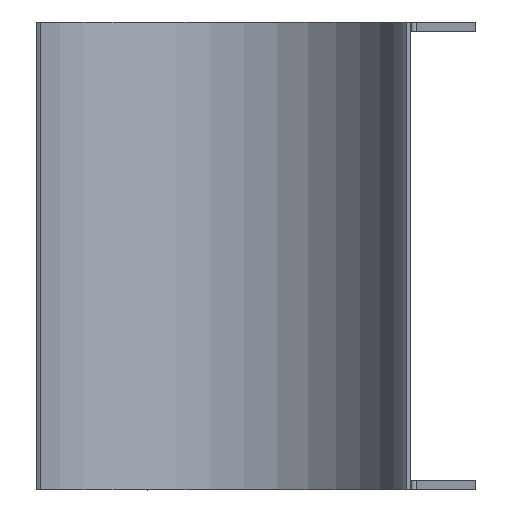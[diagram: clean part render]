
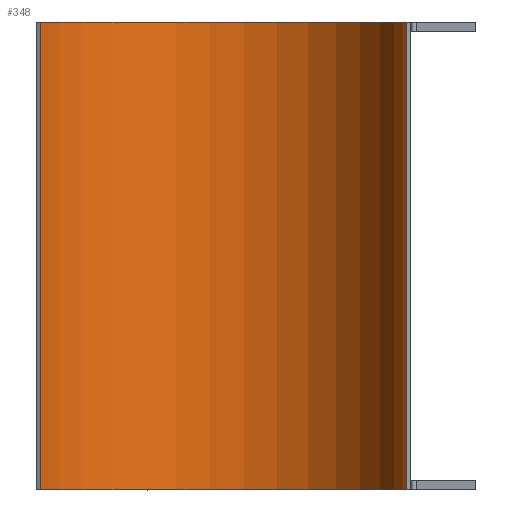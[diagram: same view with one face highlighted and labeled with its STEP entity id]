
A CAD part, top view. The second image highlights one B-rep face of the part: STEP entity #348.
In plain terms, the highlighted cylindrical face has radius 62.5 mm (diameter 125 mm), a partial arc.
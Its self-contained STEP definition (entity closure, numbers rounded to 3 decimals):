
#35=CIRCLE('',#395,62.5);
#36=CIRCLE('',#396,62.5);
#51=CYLINDRICAL_SURFACE('',#394,62.5);
#59=FACE_OUTER_BOUND('',#78,.T.);
#78=EDGE_LOOP('',(#245,#246,#247,#248));
#102=LINE('',#554,#133);
#104=LINE('',#560,#135);
#133=VECTOR('',#440,10.);
#135=VECTOR('',#446,10.);
#164=VERTEX_POINT('',#551);
#165=VERTEX_POINT('',#553);
#166=VERTEX_POINT('',#557);
#167=VERTEX_POINT('',#559);
#196=EDGE_CURVE('',#165,#164,#102,.T.);
#198=EDGE_CURVE('',#166,#164,#35,.F.);
#199=EDGE_CURVE('',#166,#167,#104,.T.);
#200=EDGE_CURVE('',#165,#167,#36,.T.);
#245=ORIENTED_EDGE('',*,*,#196,.T.);
#246=ORIENTED_EDGE('',*,*,#198,.F.);
#247=ORIENTED_EDGE('',*,*,#199,.T.);
#248=ORIENTED_EDGE('',*,*,#200,.F.);
#348=ADVANCED_FACE('',(#59),#51,.F.);
#394=AXIS2_PLACEMENT_3D('',#556,#442,#443);
#395=AXIS2_PLACEMENT_3D('',#558,#444,#445);
#396=AXIS2_PLACEMENT_3D('',#561,#447,#448);
#440=DIRECTION('',(0.,-1.,0.));
#442=DIRECTION('center_axis',(0.,1.,0.));
#443=DIRECTION('ref_axis',(1.,0.,0.));
#444=DIRECTION('center_axis',(0.,-1.,0.));
#445=DIRECTION('ref_axis',(1.,0.,0.));
#446=DIRECTION('',(0.,1.,0.));
#447=DIRECTION('center_axis',(0.,-1.,0.));
#448=DIRECTION('ref_axis',(1.,0.,0.));
#551=CARTESIAN_POINT('',(-129.127,-0.5,-31.25));
#553=CARTESIAN_POINT('',(-129.127,148.5,-31.25));
#554=CARTESIAN_POINT('',(-129.127,0.,-31.25));
#556=CARTESIAN_POINT('Origin',(-75.,0.,0.));
#557=CARTESIAN_POINT('',(-12.5,-0.5,0.));
#558=CARTESIAN_POINT('Origin',(-75.,-0.5,0.));
#559=CARTESIAN_POINT('',(-12.5,148.5,0.));
#560=CARTESIAN_POINT('',(-12.5,0.,0.));
#561=CARTESIAN_POINT('Origin',(-75.,148.5,0.));
